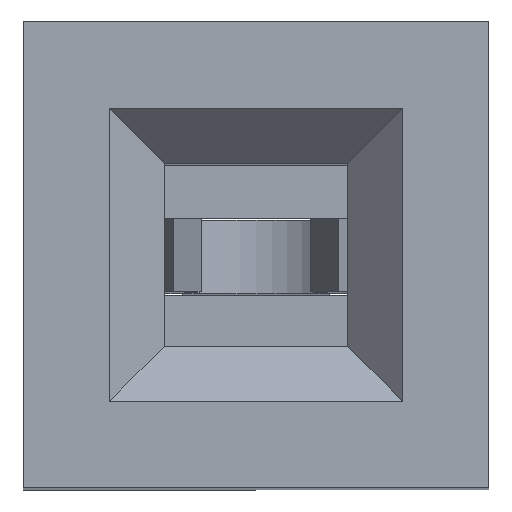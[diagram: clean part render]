
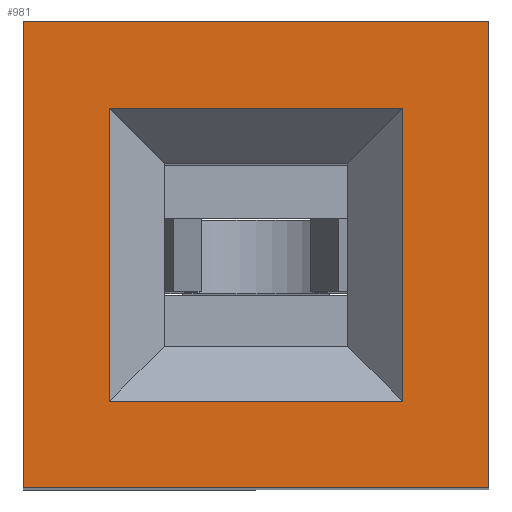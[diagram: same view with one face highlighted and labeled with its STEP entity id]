
A CAD part, top view. The second image highlights one B-rep face of the part: STEP entity #981.
In plain terms, the highlighted planar face has unit normal (0, 0, 1).
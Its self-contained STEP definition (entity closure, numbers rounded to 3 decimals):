
#15=FACE_BOUND('',#80,.T.);
#31=FACE_OUTER_BOUND('',#79,.T.);
#79=EDGE_LOOP('',(#691,#692,#693,#694));
#80=EDGE_LOOP('',(#695,#696,#697,#698));
#180=LINE('',#1450,#312);
#184=LINE('',#1457,#316);
#188=LINE('',#1465,#320);
#191=LINE('',#1470,#323);
#192=LINE('',#1474,#324);
#193=LINE('',#1476,#325);
#194=LINE('',#1478,#326);
#195=LINE('',#1479,#327);
#312=VECTOR('',#1168,1000.);
#316=VECTOR('',#1174,1000.);
#320=VECTOR('',#1180,1000.);
#323=VECTOR('',#1185,1000.);
#324=VECTOR('',#1188,1000.);
#325=VECTOR('',#1189,1000.);
#326=VECTOR('',#1190,1000.);
#327=VECTOR('',#1191,1000.);
#441=VERTEX_POINT('',#1447);
#442=VERTEX_POINT('',#1449);
#444=VERTEX_POINT('',#1455);
#447=VERTEX_POINT('',#1463);
#449=VERTEX_POINT('',#1472);
#450=VERTEX_POINT('',#1473);
#451=VERTEX_POINT('',#1475);
#452=VERTEX_POINT('',#1477);
#534=EDGE_CURVE('',#442,#441,#180,.T.);
#538=EDGE_CURVE('',#441,#444,#184,.T.);
#542=EDGE_CURVE('',#444,#447,#188,.T.);
#545=EDGE_CURVE('',#447,#442,#191,.T.);
#546=EDGE_CURVE('',#449,#450,#192,.T.);
#547=EDGE_CURVE('',#450,#451,#193,.T.);
#548=EDGE_CURVE('',#451,#452,#194,.T.);
#549=EDGE_CURVE('',#452,#449,#195,.T.);
#691=ORIENTED_EDGE('',*,*,#534,.T.);
#692=ORIENTED_EDGE('',*,*,#538,.T.);
#693=ORIENTED_EDGE('',*,*,#542,.T.);
#694=ORIENTED_EDGE('',*,*,#545,.T.);
#695=ORIENTED_EDGE('',*,*,#546,.T.);
#696=ORIENTED_EDGE('',*,*,#547,.T.);
#697=ORIENTED_EDGE('',*,*,#548,.T.);
#698=ORIENTED_EDGE('',*,*,#549,.T.);
#885=PLANE('',#1051);
#981=ADVANCED_FACE('',(#31,#15),#885,.F.);
#1051=AXIS2_PLACEMENT_3D('',#1471,#1186,#1187);
#1168=DIRECTION('',(0.,-1.,0.));
#1174=DIRECTION('',(1.,0.,0.));
#1180=DIRECTION('',(0.,1.,0.));
#1185=DIRECTION('',(-1.,0.,0.));
#1186=DIRECTION('center_axis',(0.,0.,-1.));
#1187=DIRECTION('ref_axis',(-1.,0.,0.));
#1188=DIRECTION('',(0.,-1.,0.));
#1189=DIRECTION('',(-1.,0.,0.));
#1190=DIRECTION('',(0.,1.,0.));
#1191=DIRECTION('',(1.,0.,0.));
#1447=CARTESIAN_POINT('',(1.27,0.,8.5));
#1449=CARTESIAN_POINT('',(1.27,2.54,8.5));
#1450=CARTESIAN_POINT('',(1.27,2.54,8.5));
#1455=CARTESIAN_POINT('',(3.81,0.,8.5));
#1457=CARTESIAN_POINT('',(3.81,0.,8.5));
#1463=CARTESIAN_POINT('',(3.81,2.54,8.5));
#1465=CARTESIAN_POINT('',(3.81,2.54,8.5));
#1470=CARTESIAN_POINT('',(3.81,2.54,8.5));
#1471=CARTESIAN_POINT('Origin',(2.54,0.,8.5));
#1472=CARTESIAN_POINT('',(3.34,2.07,8.5));
#1473=CARTESIAN_POINT('',(3.34,0.47,8.5));
#1474=CARTESIAN_POINT('',(3.34,0.,8.5));
#1475=CARTESIAN_POINT('',(1.74,0.47,8.5));
#1476=CARTESIAN_POINT('',(2.54,0.47,8.5));
#1477=CARTESIAN_POINT('',(1.74,2.07,8.5));
#1478=CARTESIAN_POINT('',(1.74,0.,8.5));
#1479=CARTESIAN_POINT('',(2.54,2.07,8.5));
